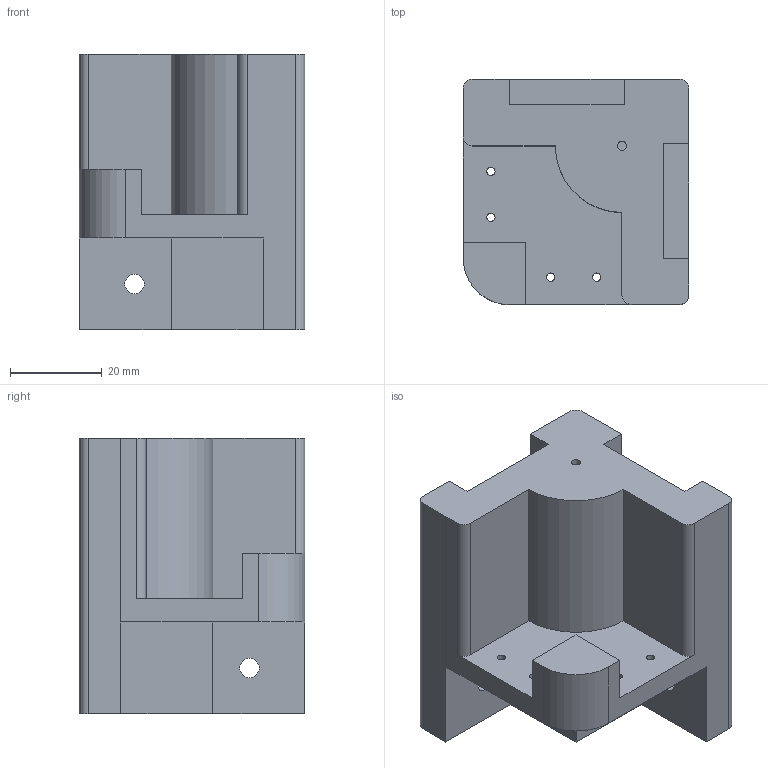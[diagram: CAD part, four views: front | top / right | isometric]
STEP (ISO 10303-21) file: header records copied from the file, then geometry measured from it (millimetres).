
FILE_DESCRIPTION(/* description */ (''),/* implementation_level */ '2;1');
FILE_NAME(/* name */ 'idler-profile connector 1.step',/* time_stamp */ '2025-05-12T06:57:22+09:00',/* author */ (''),/* organization */ (''),/* preprocessor_version */ 'ST-DEVELOPER v20.1',/* originating_system */ 'Autodesk Translation Framework v14.4.0.0',/* authorisation */ '');
FILE_SCHEMA (('AUTOMOTIVE_DESIGN { 1 0 10303 214 3 1 1 }'));
Length unit declared in the file: millimetre
Products named in the file (1): (Unsaved)
Bounding box: 49 x 49 x 60 mm (x, y, z)
Volume: 77590.6 mm3; surface area: 17960 mm2
Topology: 1 solids, 1 shells, 53 faces, 131 edges, 87 vertices
Faces by surface type: plane 33, cylinder 20
Full cylindrical faces by diameter (mm): 1.8 x4, 2 x1, 3.8 x4, 4.2 x2, 8 x2
Entity records: 1634 total; most frequent: DIRECTION 279, CARTESIAN_POINT 272, ORIENTED_EDGE 262, EDGE_CURVE 131, AXIS2_PLACEMENT_3D 94, LINE 91, VECTOR 91, VERTEX_POINT 87
